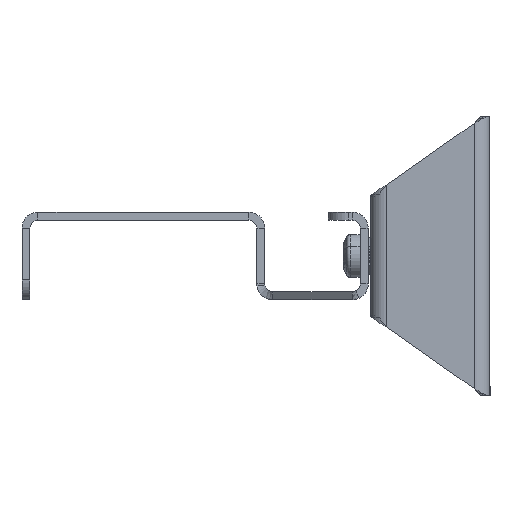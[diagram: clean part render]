
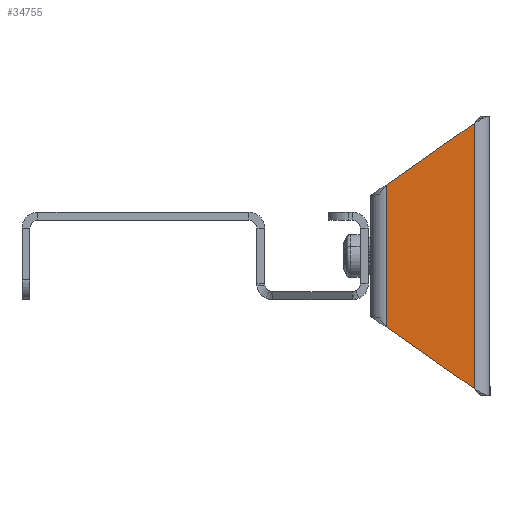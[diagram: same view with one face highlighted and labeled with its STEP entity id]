
A CAD part, left-side view. The second image highlights one B-rep face of the part: STEP entity #34755.
In plain terms, the highlighted face is planar.
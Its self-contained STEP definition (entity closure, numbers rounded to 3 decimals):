
#2210 = DIRECTION ( 'NONE',  ( 1., 0., 0. ) ) ;
#2244 = CARTESIAN_POINT ( 'NONE',  ( 33.31, 2., -20. ) ) ;
#4171 = FACE_OUTER_BOUND ( 'NONE', #29442, .T. ) ;
#7053 = ORIENTED_EDGE ( 'NONE', *, *, #37006, .F. ) ;
#7197 = ORIENTED_EDGE ( 'NONE', *, *, #39363, .F. ) ;
#8912 = VECTOR ( 'NONE', #37917, 1000. ) ;
#9018 = CARTESIAN_POINT ( 'NONE',  ( -35., -0.4, -20. ) ) ;
#10203 = DIRECTION ( 'NONE',  ( -0.576, 0.818, 0. ) ) ;
#10341 = CARTESIAN_POINT ( 'NONE',  ( 0., -18.8, -20. ) ) ;
#10776 = VECTOR ( 'NONE', #2210, 1000. ) ;
#15269 = VERTEX_POINT ( 'NONE', #17466 ) ;
#17466 = CARTESIAN_POINT ( 'NONE',  ( -17.817, 24., -20. ) ) ;
#18874 = DIRECTION ( 'NONE',  ( -0.576, -0.818, 0. ) ) ;
#19459 = CARTESIAN_POINT ( 'NONE',  ( 15., 28., -20. ) ) ;
#20400 = DIRECTION ( 'NONE',  ( 0., 1., 0. ) ) ;
#20789 = AXIS2_PLACEMENT_3D ( 'NONE', #10341, #32554, #20400 ) ;
#22092 = LINE ( 'NONE', #25171, #8912 ) ;
#22222 = EDGE_CURVE ( 'NONE', #32375, #32239, #22092, .T. ) ;
#23388 = ORIENTED_EDGE ( 'NONE', *, *, #22222, .F. ) ;
#25171 = CARTESIAN_POINT ( 'NONE',  ( 0., 2., -20. ) ) ;
#29442 = EDGE_LOOP ( 'NONE', ( #7197, #40213, #7053, #23388 ) ) ;
#29542 = CARTESIAN_POINT ( 'NONE',  ( 17.817, 24., -20. ) ) ;
#29940 = EDGE_CURVE ( 'NONE', #15269, #32686, #36735, .T. ) ;
#32239 = VERTEX_POINT ( 'NONE', #2244 ) ;
#32375 = VERTEX_POINT ( 'NONE', #40271 ) ;
#32554 = DIRECTION ( 'NONE',  ( 0., 0., -1. ) ) ;
#32686 = VERTEX_POINT ( 'NONE', #29542 ) ;
#32742 = PLANE ( 'NONE',  #20789 ) ;
#34050 = CARTESIAN_POINT ( 'NONE',  ( 0., 24., -20. ) ) ;
#34508 = LINE ( 'NONE', #9018, #38087 ) ;
#34755 = ADVANCED_FACE ( 'NONE', ( #4171 ), #32742, .T. ) ;
#35686 = LINE ( 'NONE', #19459, #35982 ) ;
#35982 = VECTOR ( 'NONE', #10203, 1000. ) ;
#36735 = LINE ( 'NONE', #34050, #10776 ) ;
#37006 = EDGE_CURVE ( 'NONE', #32239, #32686, #35686, .T. ) ;
#37917 = DIRECTION ( 'NONE',  ( 1., 0., 0. ) ) ;
#38087 = VECTOR ( 'NONE', #18874, 1000. ) ;
#39363 = EDGE_CURVE ( 'NONE', #15269, #32375, #34508, .T. ) ;
#40213 = ORIENTED_EDGE ( 'NONE', *, *, #29940, .T. ) ;
#40271 = CARTESIAN_POINT ( 'NONE',  ( -33.31, 2., -20. ) ) ;
